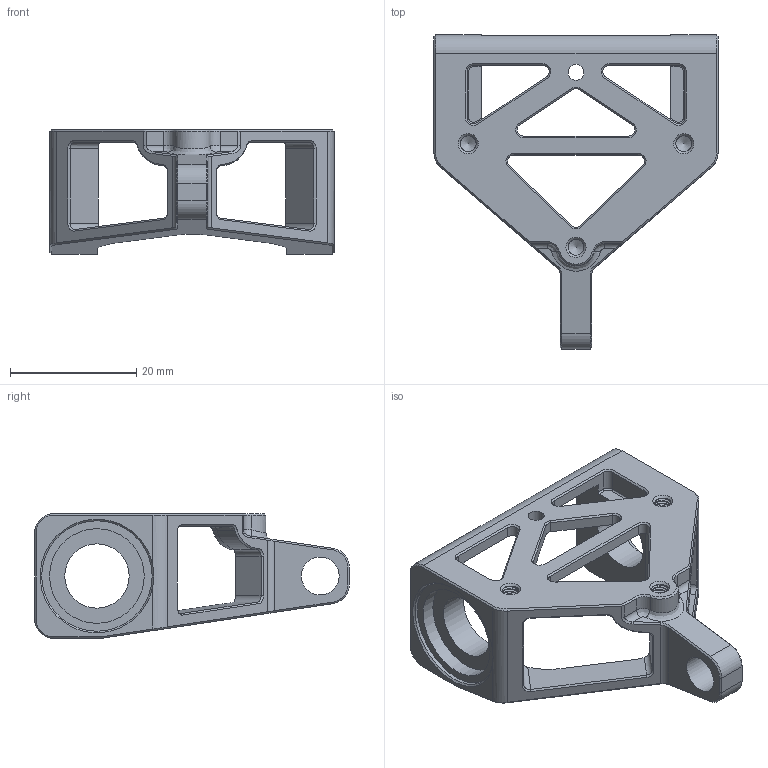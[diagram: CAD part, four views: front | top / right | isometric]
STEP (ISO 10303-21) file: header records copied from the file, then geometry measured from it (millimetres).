
FILE_DESCRIPTION(/* description */ (''),/* implementation_level */ '2;1');
FILE_NAME(/* name */ 'FC_001_SKELETONIZED.step',/* time_stamp */ '2024-07-25T10:31:27+10:00',/* author */ (''),/* organization */ (''),/* preprocessor_version */ 'ST-DEVELOPER v20',/* originating_system */ 'Autodesk Translation Framework v13.14.0.145',/* authorisation */ '');
FILE_SCHEMA (('AUTOMOTIVE_DESIGN { 1 0 10303 214 3 1 1 }'));
Length unit declared in the file: millimetre
Products named in the file (1): FC_001_SKELETONIZED
Bounding box: 45 x 49.88 x 19.75 mm (x, y, z)
Volume: 6459.8 mm3; surface area: 6188.7 mm2
Topology: 1 solids, 1 shells, 289 faces, 746 edges, 457 vertices
Faces by surface type: plane 105, cylinder 96, bspline 43, cone 41, torus 4
Full cylindrical faces by diameter (mm): 2.529 x16, 3.086 x6, 6 x1, 10.2 x2, 15 x2, 17.5 x2
Entity records: 12396 total; most frequent: CARTESIAN_POINT 5689, ORIENTED_EDGE 1486, DIRECTION 1224, EDGE_CURVE 743, VERTEX_POINT 457, AXIS2_PLACEMENT_3D 414, LINE 396, VECTOR 396
